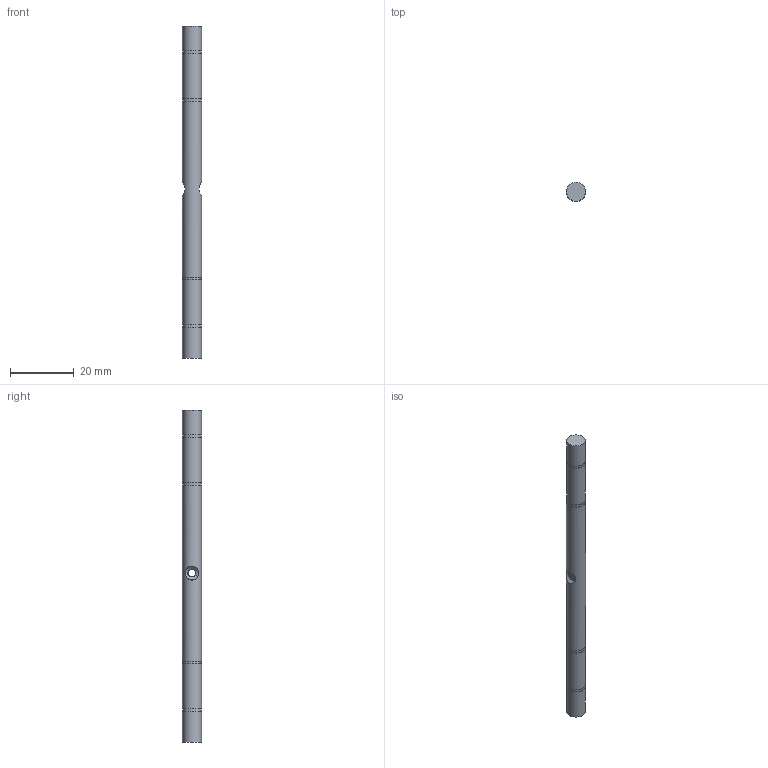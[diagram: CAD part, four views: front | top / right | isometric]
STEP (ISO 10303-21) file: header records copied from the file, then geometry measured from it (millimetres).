
FILE_DESCRIPTION(/* description */ (''),/* implementation_level */ '2;1');
FILE_NAME(/* name */ 'P0007_OB_200327.step',/* time_stamp */ '2020-03-29T16:22:57+02:00',/* author */ (''),/* organization */ (''),/* preprocessor_version */ 'ST-DEVELOPER v18',/* originating_system */ 'Autodesk Translation Framework v8.12.0.6',/* authorisation */ '');
FILE_SCHEMA (('AUTOMOTIVE_DESIGN { 1 0 10303 214 3 1 1 }'));
Length unit declared in the file: millimetre
Products named in the file (1): P0007_OB_200327
Bounding box: 6 x 6 x 104.45 mm (x, y, z)
Volume: 2907.9 mm3; surface area: 2090.6 mm2
Topology: 1 solids, 1 shells, 49 faces, 119 edges, 79 vertices
Faces by surface type: cylinder 30, plane 13, bspline 6
Full cylindrical faces by diameter (mm): 2.529 x7, 3.086 x8, 5.8 x4, 6 x5
Entity records: 2996 total; most frequent: CARTESIAN_POINT 1945, ORIENTED_EDGE 238, DIRECTION 154, EDGE_CURVE 119, VERTEX_POINT 79, B_SPLINE_CURVE_WITH_KNOTS 72, AXIS2_PLACEMENT_3D 63, EDGE_LOOP 58
